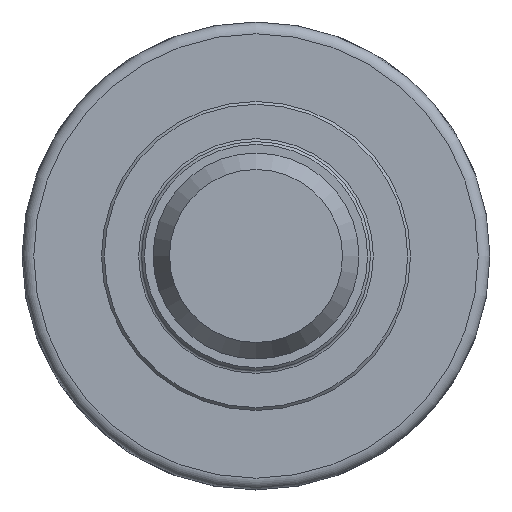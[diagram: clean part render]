
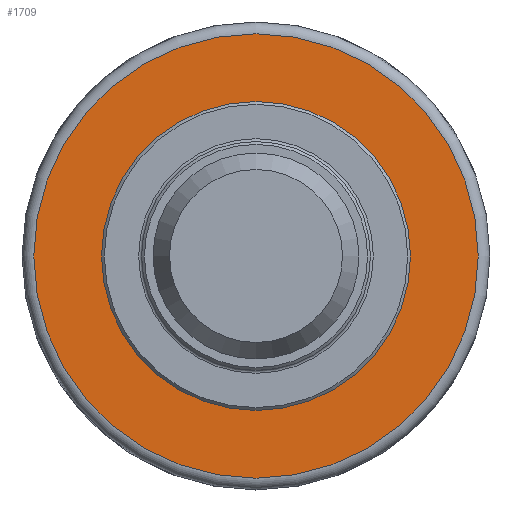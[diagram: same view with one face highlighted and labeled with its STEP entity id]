
A CAD part, left-side view. The second image highlights one B-rep face of the part: STEP entity #1709.
In plain terms, the highlighted planar face has unit normal (-1, 0, 0).
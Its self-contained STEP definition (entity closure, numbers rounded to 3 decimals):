
#42=FACE_BOUND('',#267,.T.);
#81=PLANE('',#1878);
#164=FACE_OUTER_BOUND('',#266,.T.);
#266=EDGE_LOOP('',(#1368,#1369));
#267=EDGE_LOOP('',(#1370));
#624=CIRCLE('',#1875,26.);
#627=CIRCLE('',#1879,38.835);
#628=CIRCLE('',#1880,38.835);
#784=VERTEX_POINT('',#2889);
#787=VERTEX_POINT('',#2897);
#788=VERTEX_POINT('',#2898);
#997=EDGE_CURVE('',#784,#784,#624,.T.);
#1001=EDGE_CURVE('',#787,#788,#627,.T.);
#1002=EDGE_CURVE('',#788,#787,#628,.T.);
#1368=ORIENTED_EDGE('',*,*,#1001,.F.);
#1369=ORIENTED_EDGE('',*,*,#1002,.F.);
#1370=ORIENTED_EDGE('',*,*,#997,.T.);
#1709=ADVANCED_FACE('',(#164,#42),#81,.T.);
#1875=AXIS2_PLACEMENT_3D('',#2890,#2268,#2269);
#1878=AXIS2_PLACEMENT_3D('',#2896,#2275,#2276);
#1879=AXIS2_PLACEMENT_3D('',#2899,#2277,#2278);
#1880=AXIS2_PLACEMENT_3D('',#2900,#2279,#2280);
#2268=DIRECTION('center_axis',(1.,0.,0.));
#2269=DIRECTION('ref_axis',(0.,1.,0.));
#2275=DIRECTION('center_axis',(-1.,0.,0.));
#2276=DIRECTION('ref_axis',(0.,0.,-1.));
#2277=DIRECTION('center_axis',(1.,0.,0.));
#2278=DIRECTION('ref_axis',(0.,1.,0.));
#2279=DIRECTION('center_axis',(1.,0.,0.));
#2280=DIRECTION('ref_axis',(0.,1.,0.));
#2889=CARTESIAN_POINT('',(20.5,-26.,0.));
#2890=CARTESIAN_POINT('Origin',(20.5,0.,0.));
#2896=CARTESIAN_POINT('Origin',(20.5,-35.103,0.));
#2897=CARTESIAN_POINT('',(20.5,-38.835,0.));
#2898=CARTESIAN_POINT('',(20.5,0.,-38.835));
#2899=CARTESIAN_POINT('Origin',(20.5,0.,0.));
#2900=CARTESIAN_POINT('Origin',(20.5,0.,0.));
